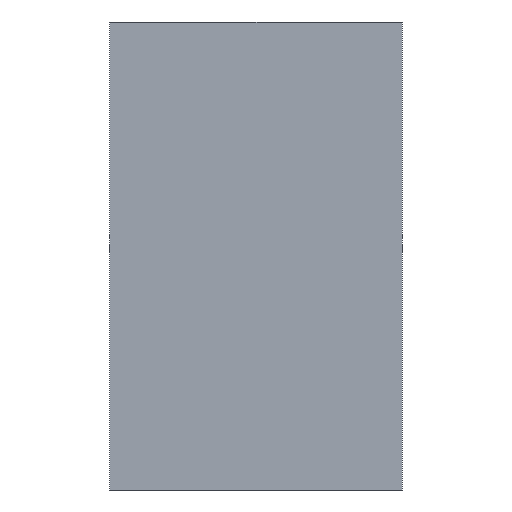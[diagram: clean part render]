
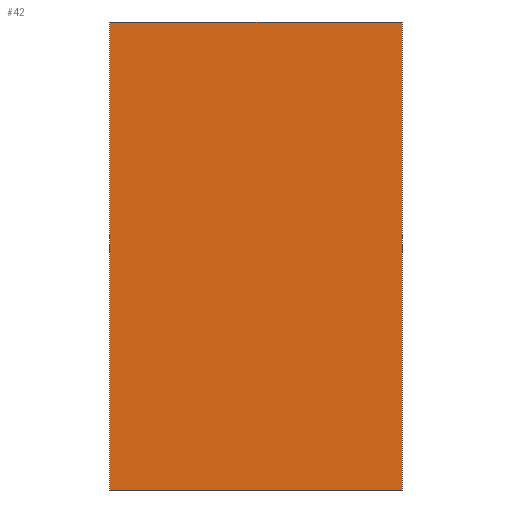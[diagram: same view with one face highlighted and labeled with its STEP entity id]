
A CAD part, left-side view. The second image highlights one B-rep face of the part: STEP entity #42.
In plain terms, the highlighted planar face has unit normal (-1, 0, 0).
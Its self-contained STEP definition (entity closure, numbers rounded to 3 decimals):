
#11 = CARTESIAN_POINT ( 'NONE',  ( 0., 0., 24. ) ) ;
#19 = VERTEX_POINT ( 'NONE', #148 ) ;
#22 = ORIENTED_EDGE ( 'NONE', *, *, #114, .F. ) ;
#25 = DIRECTION ( 'NONE',  ( 0., -1., 0. ) ) ;
#34 = PLANE ( 'NONE',  #99 ) ;
#40 = CARTESIAN_POINT ( 'NONE',  ( 0., 0., 0. ) ) ;
#42 = ADVANCED_FACE ( 'NONE', ( #219 ), #34, .F. ) ;
#44 = EDGE_CURVE ( 'NONE', #85, #216, #45, .T. ) ;
#45 = LINE ( 'NONE', #40, #226 ) ;
#46 = VERTEX_POINT ( 'NONE', #58 ) ;
#52 = DIRECTION ( 'NONE',  ( 0., 0., -1. ) ) ;
#58 = CARTESIAN_POINT ( 'NONE',  ( 0., 15., 24. ) ) ;
#66 = EDGE_CURVE ( 'NONE', #19, #216, #229, .T. ) ;
#80 = DIRECTION ( 'NONE',  ( 0., -1., 0. ) ) ;
#81 = ORIENTED_EDGE ( 'NONE', *, *, #44, .T. ) ;
#85 = VERTEX_POINT ( 'NONE', #201 ) ;
#87 = EDGE_CURVE ( 'NONE', #46, #85, #121, .T. ) ;
#99 = AXIS2_PLACEMENT_3D ( 'NONE', #197, #232, #52 ) ;
#104 = CARTESIAN_POINT ( 'NONE',  ( 0., 15., 24. ) ) ;
#114 = EDGE_CURVE ( 'NONE', #46, #19, #193, .T. ) ;
#115 = CARTESIAN_POINT ( 'NONE',  ( 0., 0., 0. ) ) ;
#121 = LINE ( 'NONE', #104, #174 ) ;
#143 = DIRECTION ( 'NONE',  ( 0., 0., -1. ) ) ;
#148 = CARTESIAN_POINT ( 'NONE',  ( 0., 0., 24. ) ) ;
#157 = VECTOR ( 'NONE', #224, 1000. ) ;
#164 = VECTOR ( 'NONE', #25, 1000. ) ;
#173 = EDGE_LOOP ( 'NONE', ( #81, #183, #22, #185 ) ) ;
#174 = VECTOR ( 'NONE', #143, 1000. ) ;
#183 = ORIENTED_EDGE ( 'NONE', *, *, #66, .F. ) ;
#185 = ORIENTED_EDGE ( 'NONE', *, *, #87, .T. ) ;
#192 = CARTESIAN_POINT ( 'NONE',  ( 0., 0., 24. ) ) ;
#193 = LINE ( 'NONE', #192, #164 ) ;
#197 = CARTESIAN_POINT ( 'NONE',  ( 0., 0., 24. ) ) ;
#201 = CARTESIAN_POINT ( 'NONE',  ( 0., 15., 0. ) ) ;
#216 = VERTEX_POINT ( 'NONE', #115 ) ;
#219 = FACE_OUTER_BOUND ( 'NONE', #173, .T. ) ;
#224 = DIRECTION ( 'NONE',  ( 0., 0., -1. ) ) ;
#226 = VECTOR ( 'NONE', #80, 1000. ) ;
#229 = LINE ( 'NONE', #11, #157 ) ;
#232 = DIRECTION ( 'NONE',  ( 1., 0., 0. ) ) ;
